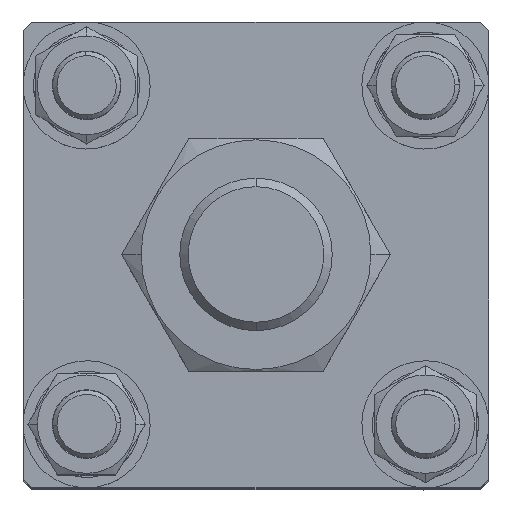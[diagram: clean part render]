
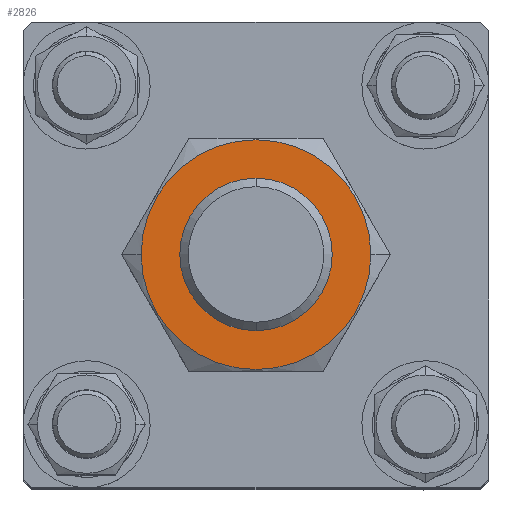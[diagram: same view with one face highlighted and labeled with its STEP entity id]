
A CAD part, top view. The second image highlights one B-rep face of the part: STEP entity #2826.
In plain terms, the highlighted planar face has unit normal (0, 0, 1).
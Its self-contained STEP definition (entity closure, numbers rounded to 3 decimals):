
#836 = ORIENTED_EDGE ( 'NONE', *, *, #8290, .T. ) ;
#837 = ORIENTED_EDGE ( 'NONE', *, *, #8403, .T. ) ;
#1211 = ORIENTED_EDGE ( 'NONE', *, *, #8301, .F. ) ;
#1217 = ORIENTED_EDGE ( 'NONE', *, *, #8270, .F. ) ;
#1479 = CARTESIAN_POINT ( 'NONE',  ( 0., 0., 0. ) ) ;
#1480 = DIRECTION ( 'NONE',  ( 0., 0., -1. ) ) ;
#1481 = DIRECTION ( 'NONE',  ( -1., 0., 0. ) ) ;
#1520 = CARTESIAN_POINT ( 'NONE',  ( 0., 0., 0. ) ) ;
#1521 = DIRECTION ( 'NONE',  ( 0., 0., -1. ) ) ;
#1522 = DIRECTION ( 'NONE',  ( -1., 0., 0. ) ) ;
#2008 = AXIS2_PLACEMENT_3D ( 'NONE', #1520, #1521, #1522 ) ;
#2088 = AXIS2_PLACEMENT_3D ( 'NONE', #5450, #5451, #5452 ) ;
#2826 = ADVANCED_FACE ( 'NONE', ( #7603, #7610 ), #4247, .F. ) ;
#2958 = VERTEX_POINT ( 'NONE', #4442 ) ;
#2961 = VERTEX_POINT ( 'NONE', #4445 ) ;
#2963 = VERTEX_POINT ( 'NONE', #4447 ) ;
#2964 = VERTEX_POINT ( 'NONE', #4448 ) ;
#3243 = AXIS2_PLACEMENT_3D ( 'NONE', #5407, #5408, #5409 ) ;
#3651 = AXIS2_PLACEMENT_3D ( 'NONE', #1479, #1480, #1481 ) ;
#4243 = CARTESIAN_POINT ( 'NONE',  ( -15.877, -27.5, 0. ) ) ;
#4247 = PLANE ( 'NONE',  #6917 ) ;
#4249 = DIRECTION ( 'NONE',  ( 0., 0., -1. ) ) ;
#4250 = DIRECTION ( 'NONE',  ( -1., 0., 0. ) ) ;
#4442 = CARTESIAN_POINT ( 'NONE',  ( 27.125, 0., 0. ) ) ;
#4445 = CARTESIAN_POINT ( 'NONE',  ( -27.125, 0., 0. ) ) ;
#4447 = CARTESIAN_POINT ( 'NONE',  ( -17.635, 0., 0. ) ) ;
#4448 = CARTESIAN_POINT ( 'NONE',  ( 17.635, 0., 0. ) ) ;
#5407 = CARTESIAN_POINT ( 'NONE',  ( 0., 0., 0. ) ) ;
#5408 = DIRECTION ( 'NONE',  ( 0., 0., -1. ) ) ;
#5409 = DIRECTION ( 'NONE',  ( -1., 0., 0. ) ) ;
#5450 = CARTESIAN_POINT ( 'NONE',  ( 0., 0., 0. ) ) ;
#5451 = DIRECTION ( 'NONE',  ( 0., 0., -1. ) ) ;
#5452 = DIRECTION ( 'NONE',  ( -1., 0., 0. ) ) ;
#6308 = CIRCLE ( 'NONE', #2008, 27.125 ) ;
#6323 = CIRCLE ( 'NONE', #3651, 17.635 ) ;
#6351 = CIRCLE ( 'NONE', #3243, 27.125 ) ;
#6635 = CIRCLE ( 'NONE', #2088, 17.635 ) ;
#6917 = AXIS2_PLACEMENT_3D ( 'NONE', #4243, #4249, #4250 ) ;
#7511 = EDGE_LOOP ( 'NONE', ( #837, #836 ) ) ;
#7517 = EDGE_LOOP ( 'NONE', ( #1217, #1211 ) ) ;
#7603 = FACE_BOUND ( 'NONE', #7511, .T. ) ;
#7610 = FACE_OUTER_BOUND ( 'NONE', #7517, .T. ) ;
#8270 = EDGE_CURVE ( 'NONE', #2961, #2958, #6351, .T. ) ;
#8290 = EDGE_CURVE ( 'NONE', #2963, #2964, #6323, .T. ) ;
#8301 = EDGE_CURVE ( 'NONE', #2958, #2961, #6308, .T. ) ;
#8403 = EDGE_CURVE ( 'NONE', #2964, #2963, #6635, .T. ) ;
